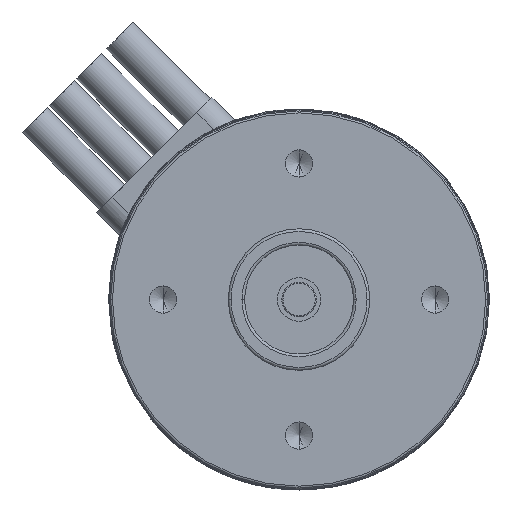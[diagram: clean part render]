
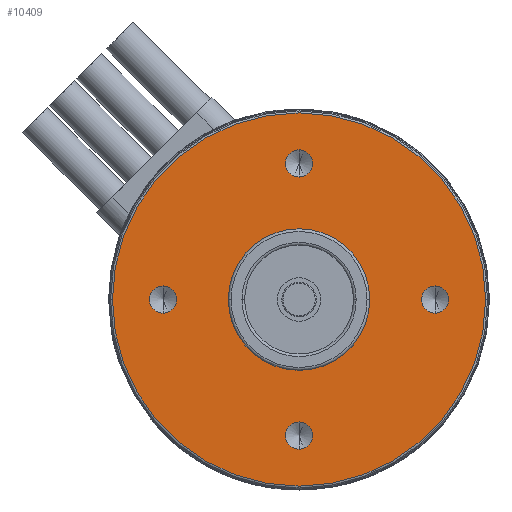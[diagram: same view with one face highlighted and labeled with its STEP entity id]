
A CAD part, left-side view. The second image highlights one B-rep face of the part: STEP entity #10409.
In plain terms, the highlighted planar face has unit normal (-1, 0, 0).
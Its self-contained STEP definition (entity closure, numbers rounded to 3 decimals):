
#211 = PLANE ( 'NONE',  #9196 ) ;
#316 = AXIS2_PLACEMENT_3D ( 'NONE', #9869, #3429, #13577 ) ;
#464 = CIRCLE ( 'NONE', #8619, 6.5 ) ;
#858 = DIRECTION ( 'NONE',  ( 0., -1., 0. ) ) ;
#969 = DIRECTION ( 'NONE',  ( -1., 0., 0. ) ) ;
#1108 = CIRCLE ( 'NONE', #15285, 17.146 ) ;
#1115 = ORIENTED_EDGE ( 'NONE', *, *, #16350, .F. ) ;
#1206 = CARTESIAN_POINT ( 'NONE',  ( 11.5, 12.5, -1.25 ) ) ;
#1216 = CIRCLE ( 'NONE', #14297, 1.25 ) ;
#1231 = VERTEX_POINT ( 'NONE', #11474 ) ;
#1290 = DIRECTION ( 'NONE',  ( -1., 0., 0. ) ) ;
#1703 = AXIS2_PLACEMENT_3D ( 'NONE', #9927, #8587, #2324 ) ;
#1727 = DIRECTION ( 'NONE',  ( -1., 0., 0. ) ) ;
#2123 = CARTESIAN_POINT ( 'NONE',  ( 11.5, 0., 0. ) ) ;
#2124 = AXIS2_PLACEMENT_3D ( 'NONE', #6463, #1290, #15249 ) ;
#2229 = VERTEX_POINT ( 'NONE', #11413 ) ;
#2324 = DIRECTION ( 'NONE',  ( 0., 0., 1. ) ) ;
#2454 = EDGE_CURVE ( 'NONE', #1231, #6674, #1216, .T. ) ;
#2462 = FACE_BOUND ( 'NONE', #13959, .T. ) ;
#2605 = CIRCLE ( 'NONE', #7465, 1.25 ) ;
#2768 = CARTESIAN_POINT ( 'NONE',  ( 11.5, 6.5, 0. ) ) ;
#2780 = AXIS2_PLACEMENT_3D ( 'NONE', #2913, #6651, #9080 ) ;
#2913 = CARTESIAN_POINT ( 'NONE',  ( 11.5, 0., 0. ) ) ;
#3429 = DIRECTION ( 'NONE',  ( -1., 0., 0. ) ) ;
#3431 = CIRCLE ( 'NONE', #11960, 1.25 ) ;
#3463 = FACE_BOUND ( 'NONE', #5984, .T. ) ;
#3684 = VERTEX_POINT ( 'NONE', #15752 ) ;
#3822 = AXIS2_PLACEMENT_3D ( 'NONE', #6341, #7619, #11375 ) ;
#4178 = DIRECTION ( 'NONE',  ( 0., 0., 1. ) ) ;
#4224 = ORIENTED_EDGE ( 'NONE', *, *, #15326, .F. ) ;
#4494 = CIRCLE ( 'NONE', #2780, 6.5 ) ;
#4688 = CARTESIAN_POINT ( 'NONE',  ( 11.5, -12.5, 1.25 ) ) ;
#5149 = EDGE_CURVE ( 'NONE', #3684, #8530, #14810, .T. ) ;
#5153 = AXIS2_PLACEMENT_3D ( 'NONE', #9797, #969, #13603 ) ;
#5189 = EDGE_LOOP ( 'NONE', ( #6948, #8258 ) ) ;
#5248 = EDGE_CURVE ( 'NONE', #6262, #2229, #7884, .T. ) ;
#5615 = CARTESIAN_POINT ( 'NONE',  ( 11.5, 0., 0. ) ) ;
#5635 = CIRCLE ( 'NONE', #5153, 1.25 ) ;
#5704 = ORIENTED_EDGE ( 'NONE', *, *, #15953, .T. ) ;
#5944 = VERTEX_POINT ( 'NONE', #10311 ) ;
#5984 = EDGE_LOOP ( 'NONE', ( #1115, #8744 ) ) ;
#6262 = VERTEX_POINT ( 'NONE', #1206 ) ;
#6300 = EDGE_CURVE ( 'NONE', #12809, #5944, #4494, .T. ) ;
#6341 = CARTESIAN_POINT ( 'NONE',  ( 11.5, 12.5, 0. ) ) ;
#6431 = DIRECTION ( 'NONE',  ( 0., -1., 0. ) ) ;
#6463 = CARTESIAN_POINT ( 'NONE',  ( 11.5, 0., 0. ) ) ;
#6651 = DIRECTION ( 'NONE',  ( 1., 0., 0. ) ) ;
#6674 = VERTEX_POINT ( 'NONE', #13150 ) ;
#6700 = CIRCLE ( 'NONE', #316, 1.25 ) ;
#6838 = EDGE_CURVE ( 'NONE', #15865, #13748, #8223, .T. ) ;
#6927 = AXIS2_PLACEMENT_3D ( 'NONE', #16436, #15177, #12533 ) ;
#6948 = ORIENTED_EDGE ( 'NONE', *, *, #10886, .F. ) ;
#6984 = DIRECTION ( 'NONE',  ( 0., 0., 1. ) ) ;
#7009 = DIRECTION ( 'NONE',  ( -1., 0., 0. ) ) ;
#7177 = DIRECTION ( 'NONE',  ( -1., 0., 0. ) ) ;
#7198 = DIRECTION ( 'NONE',  ( -1., 0., 0. ) ) ;
#7465 = AXIS2_PLACEMENT_3D ( 'NONE', #13040, #1727, #4178 ) ;
#7482 = EDGE_CURVE ( 'NONE', #5944, #12809, #464, .T. ) ;
#7619 = DIRECTION ( 'NONE',  ( -1., 0., 0. ) ) ;
#7807 = DIRECTION ( 'NONE',  ( -1., 0., 0. ) ) ;
#7884 = CIRCLE ( 'NONE', #3822, 1.25 ) ;
#7998 = VERTEX_POINT ( 'NONE', #4688 ) ;
#8043 = ORIENTED_EDGE ( 'NONE', *, *, #6300, .T. ) ;
#8172 = DIRECTION ( 'NONE',  ( 0., 1., 0. ) ) ;
#8221 = EDGE_CURVE ( 'NONE', #13087, #7998, #2605, .T. ) ;
#8223 = CIRCLE ( 'NONE', #1703, 1.25 ) ;
#8236 = FACE_OUTER_BOUND ( 'NONE', #10955, .T. ) ;
#8258 = ORIENTED_EDGE ( 'NONE', *, *, #6838, .F. ) ;
#8445 = CARTESIAN_POINT ( 'NONE',  ( 11.5, 0., -12.5 ) ) ;
#8482 = CIRCLE ( 'NONE', #6927, 1.25 ) ;
#8530 = VERTEX_POINT ( 'NONE', #15058 ) ;
#8587 = DIRECTION ( 'NONE',  ( -1., 0., 0. ) ) ;
#8619 = AXIS2_PLACEMENT_3D ( 'NONE', #5615, #15747, #8172 ) ;
#8724 = ORIENTED_EDGE ( 'NONE', *, *, #5149, .T. ) ;
#8744 = ORIENTED_EDGE ( 'NONE', *, *, #5248, .F. ) ;
#9080 = DIRECTION ( 'NONE',  ( 0., 1., 0. ) ) ;
#9196 = AXIS2_PLACEMENT_3D ( 'NONE', #15391, #7807, #6431 ) ;
#9521 = ORIENTED_EDGE ( 'NONE', *, *, #11184, .F. ) ;
#9567 = ORIENTED_EDGE ( 'NONE', *, *, #8221, .F. ) ;
#9787 = CARTESIAN_POINT ( 'NONE',  ( 11.5, 0., 13.75 ) ) ;
#9797 = CARTESIAN_POINT ( 'NONE',  ( 11.5, 0., 12.5 ) ) ;
#9869 = CARTESIAN_POINT ( 'NONE',  ( 11.5, -12.5, 0. ) ) ;
#9927 = CARTESIAN_POINT ( 'NONE',  ( 11.5, 0., 12.5 ) ) ;
#10282 = ORIENTED_EDGE ( 'NONE', *, *, #7482, .T. ) ;
#10311 = CARTESIAN_POINT ( 'NONE',  ( 11.5, -6.5, 0. ) ) ;
#10409 = ADVANCED_FACE ( 'NONE', ( #8236, #3463, #16330, #12803, #12006, #2462 ), #211, .T. ) ;
#10815 = EDGE_LOOP ( 'NONE', ( #4224, #9567 ) ) ;
#10886 = EDGE_CURVE ( 'NONE', #13748, #15865, #5635, .T. ) ;
#10955 = EDGE_LOOP ( 'NONE', ( #5704, #8724 ) ) ;
#11184 = EDGE_CURVE ( 'NONE', #6674, #1231, #3431, .T. ) ;
#11375 = DIRECTION ( 'NONE',  ( 0., 0., 1. ) ) ;
#11413 = CARTESIAN_POINT ( 'NONE',  ( 11.5, 12.5, 1.25 ) ) ;
#11474 = CARTESIAN_POINT ( 'NONE',  ( 11.5, 0., -13.75 ) ) ;
#11956 = ORIENTED_EDGE ( 'NONE', *, *, #2454, .F. ) ;
#11960 = AXIS2_PLACEMENT_3D ( 'NONE', #8445, #7009, #14798 ) ;
#11967 = CARTESIAN_POINT ( 'NONE',  ( 11.5, -12.5, -1.25 ) ) ;
#12006 = FACE_BOUND ( 'NONE', #5189, .T. ) ;
#12088 = CARTESIAN_POINT ( 'NONE',  ( 11.5, 0., -12.5 ) ) ;
#12533 = DIRECTION ( 'NONE',  ( 0., 0., 1. ) ) ;
#12803 = FACE_BOUND ( 'NONE', #10815, .T. ) ;
#12809 = VERTEX_POINT ( 'NONE', #2768 ) ;
#13040 = CARTESIAN_POINT ( 'NONE',  ( 11.5, -12.5, 0. ) ) ;
#13087 = VERTEX_POINT ( 'NONE', #11967 ) ;
#13150 = CARTESIAN_POINT ( 'NONE',  ( 11.5, 0., -11.25 ) ) ;
#13287 = EDGE_LOOP ( 'NONE', ( #9521, #11956 ) ) ;
#13577 = DIRECTION ( 'NONE',  ( 0., 0., 1. ) ) ;
#13603 = DIRECTION ( 'NONE',  ( 0., 0., 1. ) ) ;
#13748 = VERTEX_POINT ( 'NONE', #9787 ) ;
#13959 = EDGE_LOOP ( 'NONE', ( #8043, #10282 ) ) ;
#14297 = AXIS2_PLACEMENT_3D ( 'NONE', #12088, #7198, #6984 ) ;
#14421 = CARTESIAN_POINT ( 'NONE',  ( 11.5, 0., 11.25 ) ) ;
#14798 = DIRECTION ( 'NONE',  ( 0., 0., 1. ) ) ;
#14810 = CIRCLE ( 'NONE', #2124, 17.146 ) ;
#15058 = CARTESIAN_POINT ( 'NONE',  ( 11.5, -17.146, 0. ) ) ;
#15177 = DIRECTION ( 'NONE',  ( -1., 0., 0. ) ) ;
#15249 = DIRECTION ( 'NONE',  ( 0., -1., 0. ) ) ;
#15285 = AXIS2_PLACEMENT_3D ( 'NONE', #2123, #7177, #858 ) ;
#15326 = EDGE_CURVE ( 'NONE', #7998, #13087, #6700, .T. ) ;
#15391 = CARTESIAN_POINT ( 'NONE',  ( 11.5, 6.5, 0. ) ) ;
#15747 = DIRECTION ( 'NONE',  ( 1., 0., 0. ) ) ;
#15752 = CARTESIAN_POINT ( 'NONE',  ( 11.5, 17.146, 0. ) ) ;
#15865 = VERTEX_POINT ( 'NONE', #14421 ) ;
#15953 = EDGE_CURVE ( 'NONE', #8530, #3684, #1108, .T. ) ;
#16330 = FACE_BOUND ( 'NONE', #13287, .T. ) ;
#16350 = EDGE_CURVE ( 'NONE', #2229, #6262, #8482, .T. ) ;
#16436 = CARTESIAN_POINT ( 'NONE',  ( 11.5, 12.5, 0. ) ) ;
